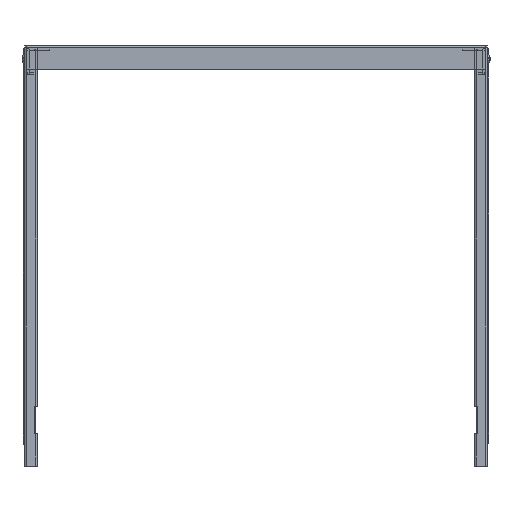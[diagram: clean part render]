
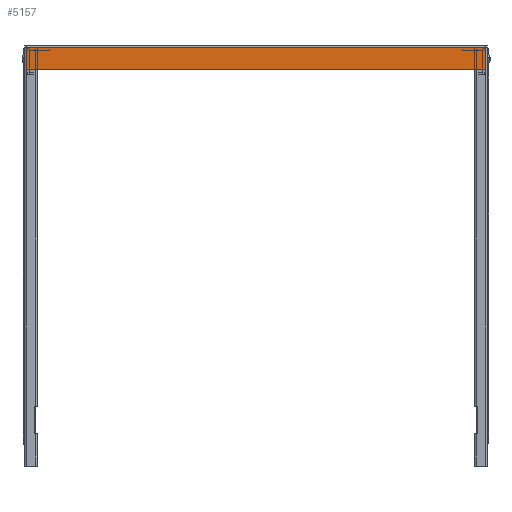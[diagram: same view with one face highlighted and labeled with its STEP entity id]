
A CAD part, front view. The second image highlights one B-rep face of the part: STEP entity #5157.
In plain terms, the highlighted face is planar.
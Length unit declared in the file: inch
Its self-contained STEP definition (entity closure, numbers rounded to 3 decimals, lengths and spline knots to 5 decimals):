
#92 = VERTEX_POINT ( 'NONE', #16414 ) ;
#1057 = CARTESIAN_POINT ( 'NONE',  ( 9.87185, 0.01969, -0.42126 ) ) ;
#3158 = DIRECTION ( 'NONE',  ( 1., 0., 0. ) ) ;
#3630 = EDGE_CURVE ( 'NONE', #92, #9429, #14013, .T. ) ;
#4129 = EDGE_LOOP ( 'NONE', ( #11340, #15788, #13126, #29667, #12791, #13778 ) ) ;
#4145 = CARTESIAN_POINT ( 'NONE',  ( -9.79311, 0.01969, -0.5 ) ) ;
#4531 = DIRECTION ( 'NONE',  ( 0., 0., 1. ) ) ;
#4737 = LINE ( 'NONE', #27090, #5448 ) ;
#5157 = ADVANCED_FACE ( 'NONE', ( #21705 ), #32818, .T. ) ;
#5279 = DIRECTION ( 'NONE',  ( -1., 0., 0. ) ) ;
#5448 = VECTOR ( 'NONE', #5279, 39.37008 ) ;
#5498 = CARTESIAN_POINT ( 'NONE',  ( 9.79311, 0.01969, -0.42126 ) ) ;
#5854 = DIRECTION ( 'NONE',  ( 0., 0., 1. ) ) ;
#6145 = LINE ( 'NONE', #11523, #10388 ) ;
#7138 = VECTOR ( 'NONE', #3158, 39.37008 ) ;
#8275 = VECTOR ( 'NONE', #25271, 39.37008 ) ;
#8298 = AXIS2_PLACEMENT_3D ( 'NONE', #11275, #22532, #8496 ) ;
#8471 = EDGE_CURVE ( 'NONE', #14545, #92, #16558, .T. ) ;
#8496 = DIRECTION ( 'NONE',  ( 0., 0., 1. ) ) ;
#9429 = VERTEX_POINT ( 'NONE', #28387 ) ;
#10388 = VECTOR ( 'NONE', #22766, 39.37008 ) ;
#11275 = CARTESIAN_POINT ( 'NONE',  ( -9.79311, 0.01969, -0.42126 ) ) ;
#11340 = ORIENTED_EDGE ( 'NONE', *, *, #33758, .T. ) ;
#11523 = CARTESIAN_POINT ( 'NONE',  ( 9.87185, 0.01969, 0.43701 ) ) ;
#11754 = VERTEX_POINT ( 'NONE', #25298 ) ;
#12791 = ORIENTED_EDGE ( 'NONE', *, *, #25370, .T. ) ;
#13126 = ORIENTED_EDGE ( 'NONE', *, *, #8471, .T. ) ;
#13640 = AXIS2_PLACEMENT_3D ( 'NONE', #5498, #36562, #5854 ) ;
#13778 = ORIENTED_EDGE ( 'NONE', *, *, #17136, .T. ) ;
#14013 = LINE ( 'NONE', #36037, #8275 ) ;
#14545 = VERTEX_POINT ( 'NONE', #4145 ) ;
#15788 = ORIENTED_EDGE ( 'NONE', *, *, #26569, .T. ) ;
#16414 = CARTESIAN_POINT ( 'NONE',  ( -9.87185, 0.01969, -0.42126 ) ) ;
#16471 = VERTEX_POINT ( 'NONE', #1057 ) ;
#16558 = CIRCLE ( 'NONE', #8298, 0.07874 ) ;
#16599 = CIRCLE ( 'NONE', #13640, 0.07874 ) ;
#17136 = EDGE_CURVE ( 'NONE', #21451, #16471, #6145, .T. ) ;
#20500 = LINE ( 'NONE', #32165, #7138 ) ;
#21451 = VERTEX_POINT ( 'NONE', #22028 ) ;
#21705 = FACE_OUTER_BOUND ( 'NONE', #4129, .T. ) ;
#22028 = CARTESIAN_POINT ( 'NONE',  ( 9.87185, 0.01969, 0.43701 ) ) ;
#22532 = DIRECTION ( 'NONE',  ( 0., 1., 0. ) ) ;
#22766 = DIRECTION ( 'NONE',  ( 0., 0., -1. ) ) ;
#23065 = AXIS2_PLACEMENT_3D ( 'NONE', #29479, #24103, #4531 ) ;
#24103 = DIRECTION ( 'NONE',  ( 0., 1., 0. ) ) ;
#25271 = DIRECTION ( 'NONE',  ( 0., 0., 1. ) ) ;
#25298 = CARTESIAN_POINT ( 'NONE',  ( 9.79311, 0.01969, -0.5 ) ) ;
#25370 = EDGE_CURVE ( 'NONE', #9429, #21451, #20500, .T. ) ;
#26569 = EDGE_CURVE ( 'NONE', #11754, #14545, #4737, .T. ) ;
#27090 = CARTESIAN_POINT ( 'NONE',  ( 9.79311, 0.01969, -0.5 ) ) ;
#28387 = CARTESIAN_POINT ( 'NONE',  ( -9.87185, 0.01969, 0.43701 ) ) ;
#29479 = CARTESIAN_POINT ( 'NONE',  ( 9.79311, 0.01969, -0.42126 ) ) ;
#29667 = ORIENTED_EDGE ( 'NONE', *, *, #3630, .T. ) ;
#32165 = CARTESIAN_POINT ( 'NONE',  ( -9.87185, 0.01969, 0.43701 ) ) ;
#32818 = PLANE ( 'NONE',  #23065 ) ;
#33758 = EDGE_CURVE ( 'NONE', #16471, #11754, #16599, .T. ) ;
#36037 = CARTESIAN_POINT ( 'NONE',  ( -9.87185, 0.01969, -0.42126 ) ) ;
#36562 = DIRECTION ( 'NONE',  ( 0., 1., 0. ) ) ;
